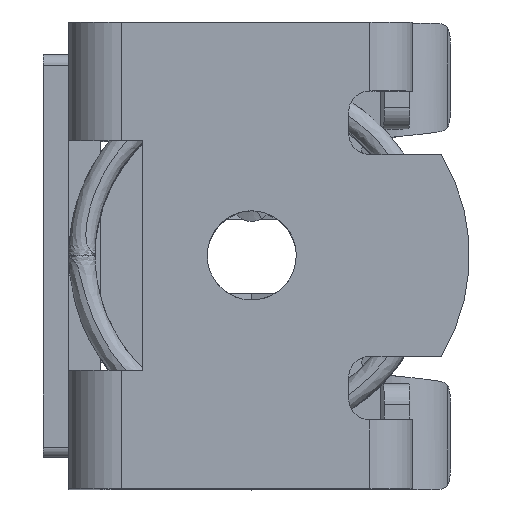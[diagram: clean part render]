
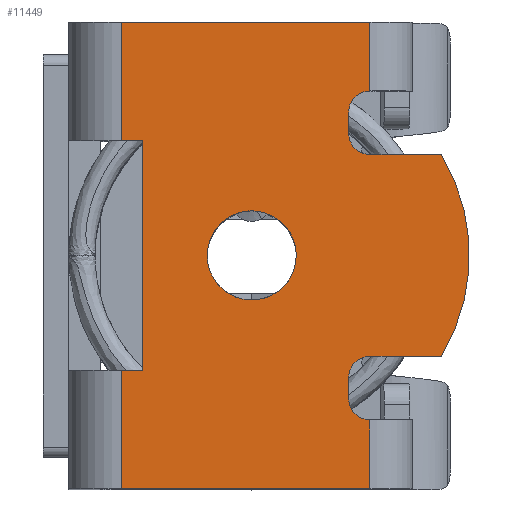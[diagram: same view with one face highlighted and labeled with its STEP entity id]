
A CAD part, top view. The second image highlights one B-rep face of the part: STEP entity #11449.
In plain terms, the highlighted planar face has unit normal (0, 0, 1).
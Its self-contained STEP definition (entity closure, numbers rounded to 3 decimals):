
#92=AXIS2_PLACEMENT_3D('Circle Axis2P3D',#90,#91,$) ;
#120=AXIS2_PLACEMENT_3D('Circle Axis2P3D',#118,#119,$) ;
#290=AXIS2_PLACEMENT_3D('Circle Axis2P3D',#288,#289,$) ;
#335=AXIS2_PLACEMENT_3D('Circle Axis2P3D',#333,#334,$) ;
#375=AXIS2_PLACEMENT_3D('Circle Axis2P3D',#373,#374,$) ;
#11204=AXIS2_PLACEMENT_3D('Circle Axis2P3D',#11202,#11203,$) ;
#11288=AXIS2_PLACEMENT_3D('Circle Axis2P3D',#11286,#11287,$) ;
#11422=AXIS2_PLACEMENT_3D('Plane Axis2P3D',#11419,#11420,#11421) ;
#54=CARTESIAN_POINT('Vertex',(9.83,13.1,31.45)) ;
#90=CARTESIAN_POINT('Axis2P3D Location',(9.83,11.,31.45)) ;
#94=CARTESIAN_POINT('Vertex',(7.987,12.007,31.45)) ;
#115=CARTESIAN_POINT('Vertex',(11.673,9.993,31.45)) ;
#118=CARTESIAN_POINT('Axis2P3D Location',(9.83,11.,31.45)) ;
#203=CARTESIAN_POINT('Vertex',(3.7,5.6,31.45)) ;
#219=CARTESIAN_POINT('Vertex',(3.7,0.,31.45)) ;
#222=CARTESIAN_POINT('Line Origine',(3.7,11.,31.45)) ;
#239=CARTESIAN_POINT('Line Origine',(15.4,11.,31.45)) ;
#243=CARTESIAN_POINT('Vertex',(15.4,3.25,31.45)) ;
#245=CARTESIAN_POINT('Vertex',(15.4,0.,31.45)) ;
#285=CARTESIAN_POINT('Vertex',(14.4,4.25,31.45)) ;
#288=CARTESIAN_POINT('Axis2P3D Location',(15.4,4.25,31.45)) ;
#330=CARTESIAN_POINT('Vertex',(15.4,6.25,31.45)) ;
#333=CARTESIAN_POINT('Axis2P3D Location',(15.4,5.25,31.45)) ;
#337=CARTESIAN_POINT('Vertex',(14.4,5.25,31.45)) ;
#370=CARTESIAN_POINT('Vertex',(14.4,16.75,31.45)) ;
#373=CARTESIAN_POINT('Axis2P3D Location',(15.4,16.75,31.45)) ;
#377=CARTESIAN_POINT('Vertex',(15.4,15.75,31.45)) ;
#392=CARTESIAN_POINT('Line Origine',(15.4,11.,31.45)) ;
#396=CARTESIAN_POINT('Vertex',(15.4,22.,31.45)) ;
#398=CARTESIAN_POINT('Vertex',(15.4,18.75,31.45)) ;
#427=CARTESIAN_POINT('Line Origine',(3.7,11.,31.45)) ;
#431=CARTESIAN_POINT('Vertex',(3.7,16.4,31.45)) ;
#433=CARTESIAN_POINT('Vertex',(3.7,22.,31.45)) ;
#480=CARTESIAN_POINT('Vertex',(4.7,5.6,31.45)) ;
#483=CARTESIAN_POINT('Line Origine',(4.7,11.,31.45)) ;
#487=CARTESIAN_POINT('Vertex',(4.7,16.4,31.45)) ;
#11139=CARTESIAN_POINT('Line Origine',(4.2,5.6,31.45)) ;
#11156=CARTESIAN_POINT('Line Origine',(4.2,16.4,31.45)) ;
#11178=CARTESIAN_POINT('Line Origine',(9.55,22.,31.45)) ;
#11202=CARTESIAN_POINT('Axis2P3D Location',(15.4,17.75,31.45)) ;
#11206=CARTESIAN_POINT('Vertex',(14.4,17.75,31.45)) ;
#11231=CARTESIAN_POINT('Line Origine',(14.4,17.25,31.45)) ;
#11255=CARTESIAN_POINT('Line Origine',(17.084,15.75,31.45)) ;
#11259=CARTESIAN_POINT('Vertex',(18.767,15.75,31.45)) ;
#11286=CARTESIAN_POINT('Axis2P3D Location',(10.9,11.,31.45)) ;
#11290=CARTESIAN_POINT('Vertex',(18.767,6.25,31.45)) ;
#11315=CARTESIAN_POINT('Line Origine',(17.084,6.25,31.45)) ;
#11332=CARTESIAN_POINT('Line Origine',(14.4,4.75,31.45)) ;
#11344=CARTESIAN_POINT('Line Origine',(9.55,0.,31.45)) ;
#11402=CARTESIAN_POINT('Control Point',(11.673,9.993,31.45)) ;
#11403=CARTESIAN_POINT('Control Point',(11.357,9.414,31.45)) ;
#11404=CARTESIAN_POINT('Control Point',(10.813,8.959,31.45)) ;
#11405=CARTESIAN_POINT('Control Point',(10.105,8.752,31.45)) ;
#11406=CARTESIAN_POINT('Control Point',(8.699,8.93,31.45)) ;
#11407=CARTESIAN_POINT('Control Point',(7.789,10.017,31.45)) ;
#11408=CARTESIAN_POINT('Control Point',(7.582,10.725,31.45)) ;
#11409=CARTESIAN_POINT('Control Point',(7.671,11.428,31.45)) ;
#11410=CARTESIAN_POINT('Control Point',(7.987,12.007,31.45)) ;
#11419=CARTESIAN_POINT('Axis2P3D Location',(9.83,11.,31.45)) ;
#91=DIRECTION('Axis2P3D Direction',(0.,0.,-1.)) ;
#119=DIRECTION('Axis2P3D Direction',(0.,0.,-1.)) ;
#223=DIRECTION('Vector Direction',(0.,1.,0.)) ;
#240=DIRECTION('Vector Direction',(0.,-1.,0.)) ;
#289=DIRECTION('Axis2P3D Direction',(0.,0.,1.)) ;
#334=DIRECTION('Axis2P3D Direction',(0.,0.,1.)) ;
#374=DIRECTION('Axis2P3D Direction',(0.,0.,1.)) ;
#393=DIRECTION('Vector Direction',(0.,-1.,0.)) ;
#428=DIRECTION('Vector Direction',(0.,1.,0.)) ;
#484=DIRECTION('Vector Direction',(0.,1.,0.)) ;
#11140=DIRECTION('Vector Direction',(-1.,0.,0.)) ;
#11157=DIRECTION('Vector Direction',(1.,0.,0.)) ;
#11179=DIRECTION('Vector Direction',(-1.,0.,0.)) ;
#11203=DIRECTION('Axis2P3D Direction',(0.,0.,1.)) ;
#11232=DIRECTION('Vector Direction',(0.,1.,0.)) ;
#11256=DIRECTION('Vector Direction',(-1.,0.,0.)) ;
#11287=DIRECTION('Axis2P3D Direction',(0.,0.,1.)) ;
#11316=DIRECTION('Vector Direction',(1.,0.,0.)) ;
#11333=DIRECTION('Vector Direction',(0.,1.,0.)) ;
#11345=DIRECTION('Vector Direction',(1.,0.,0.)) ;
#11420=DIRECTION('Axis2P3D Direction',(0.,0.,1.)) ;
#11421=DIRECTION('Axis2P3D XDirection',(1.,0.,0.)) ;
#224=VECTOR('Line Direction',#223,1.) ;
#241=VECTOR('Line Direction',#240,1.) ;
#394=VECTOR('Line Direction',#393,1.) ;
#429=VECTOR('Line Direction',#428,1.) ;
#485=VECTOR('Line Direction',#484,1.) ;
#11141=VECTOR('Line Direction',#11140,1.) ;
#11158=VECTOR('Line Direction',#11157,1.) ;
#11180=VECTOR('Line Direction',#11179,1.) ;
#11233=VECTOR('Line Direction',#11232,1.) ;
#11257=VECTOR('Line Direction',#11256,1.) ;
#11317=VECTOR('Line Direction',#11316,1.) ;
#11334=VECTOR('Line Direction',#11333,1.) ;
#11346=VECTOR('Line Direction',#11345,1.) ;
#11425=ORIENTED_EDGE('',*,*,#226,.F.) ;
#11426=ORIENTED_EDGE('',*,*,#11348,.T.) ;
#11427=ORIENTED_EDGE('',*,*,#247,.F.) ;
#11428=ORIENTED_EDGE('',*,*,#292,.F.) ;
#11429=ORIENTED_EDGE('',*,*,#11336,.T.) ;
#11430=ORIENTED_EDGE('',*,*,#339,.F.) ;
#11431=ORIENTED_EDGE('',*,*,#11319,.T.) ;
#11432=ORIENTED_EDGE('',*,*,#11292,.T.) ;
#11433=ORIENTED_EDGE('',*,*,#11261,.T.) ;
#11434=ORIENTED_EDGE('',*,*,#379,.F.) ;
#11435=ORIENTED_EDGE('',*,*,#11235,.T.) ;
#11436=ORIENTED_EDGE('',*,*,#11208,.T.) ;
#11437=ORIENTED_EDGE('',*,*,#400,.F.) ;
#11438=ORIENTED_EDGE('',*,*,#11182,.T.) ;
#11439=ORIENTED_EDGE('',*,*,#435,.F.) ;
#11440=ORIENTED_EDGE('',*,*,#11160,.T.) ;
#11441=ORIENTED_EDGE('',*,*,#489,.F.) ;
#11442=ORIENTED_EDGE('',*,*,#11143,.T.) ;
#11445=ORIENTED_EDGE('',*,*,#96,.F.) ;
#11446=ORIENTED_EDGE('',*,*,#122,.F.) ;
#11447=ORIENTED_EDGE('',*,*,#11411,.F.) ;
#11448=FACE_BOUND('',#11444,.T.) ;
#11449=ADVANCED_FACE('MANIFOLD_SOLID_BREP #38',(#11443,#11448),#11423,.T.) ;
#11401=B_SPLINE_CURVE_WITH_KNOTS('',5,(#11402,#11403,#11404,#11405,#11406,#11407,#11408,#11409,#11410),.UNSPECIFIED.,.F.,.U.,(6,3,6),(-3.299,0.,3.299),.UNSPECIFIED.) ;
#93=CIRCLE('generated circle',#92,2.1) ;
#121=CIRCLE('generated circle',#120,2.1) ;
#291=CIRCLE('generated circle',#290,1.) ;
#336=CIRCLE('generated circle',#335,1.) ;
#376=CIRCLE('generated circle',#375,1.) ;
#11205=CIRCLE('generated circle',#11204,1.) ;
#11289=CIRCLE('generated circle',#11288,9.19) ;
#96=EDGE_CURVE('',#55,#95,#93,.F.) ;
#122=EDGE_CURVE('',#116,#55,#121,.F.) ;
#226=EDGE_CURVE('',#220,#204,#225,.T.) ;
#247=EDGE_CURVE('',#244,#246,#242,.T.) ;
#292=EDGE_CURVE('',#286,#244,#291,.T.) ;
#339=EDGE_CURVE('',#331,#338,#336,.T.) ;
#379=EDGE_CURVE('',#371,#378,#376,.T.) ;
#400=EDGE_CURVE('',#397,#399,#395,.T.) ;
#435=EDGE_CURVE('',#432,#434,#430,.T.) ;
#489=EDGE_CURVE('',#481,#488,#486,.T.) ;
#11143=EDGE_CURVE('',#481,#204,#11142,.T.) ;
#11160=EDGE_CURVE('',#432,#488,#11159,.T.) ;
#11182=EDGE_CURVE('',#397,#434,#11181,.T.) ;
#11208=EDGE_CURVE('',#11207,#399,#11205,.F.) ;
#11235=EDGE_CURVE('',#371,#11207,#11234,.T.) ;
#11261=EDGE_CURVE('',#11260,#378,#11258,.T.) ;
#11292=EDGE_CURVE('',#11291,#11260,#11289,.T.) ;
#11319=EDGE_CURVE('',#331,#11291,#11318,.T.) ;
#11336=EDGE_CURVE('',#286,#338,#11335,.T.) ;
#11348=EDGE_CURVE('',#220,#246,#11347,.T.) ;
#11411=EDGE_CURVE('',#95,#116,#11401,.F.) ;
#11424=EDGE_LOOP('',(#11425,#11426,#11427,#11428,#11429,#11430,#11431,#11432,#11433,#11434,#11435,#11436,#11437,#11438,#11439,#11440,#11441,#11442)) ;
#11444=EDGE_LOOP('',(#11445,#11446,#11447)) ;
#11443=FACE_OUTER_BOUND('',#11424,.T.) ;
#225=LINE('Line',#222,#224) ;
#242=LINE('Line',#239,#241) ;
#395=LINE('Line',#392,#394) ;
#430=LINE('Line',#427,#429) ;
#486=LINE('Line',#483,#485) ;
#11142=LINE('Line',#11139,#11141) ;
#11159=LINE('Line',#11156,#11158) ;
#11181=LINE('Line',#11178,#11180) ;
#11234=LINE('Line',#11231,#11233) ;
#11258=LINE('Line',#11255,#11257) ;
#11318=LINE('Line',#11315,#11317) ;
#11335=LINE('Line',#11332,#11334) ;
#11347=LINE('Line',#11344,#11346) ;
#11423=PLANE('',#11422) ;
#55=VERTEX_POINT('',#54) ;
#95=VERTEX_POINT('',#94) ;
#116=VERTEX_POINT('',#115) ;
#204=VERTEX_POINT('',#203) ;
#220=VERTEX_POINT('',#219) ;
#244=VERTEX_POINT('',#243) ;
#246=VERTEX_POINT('',#245) ;
#286=VERTEX_POINT('',#285) ;
#331=VERTEX_POINT('',#330) ;
#338=VERTEX_POINT('',#337) ;
#371=VERTEX_POINT('',#370) ;
#378=VERTEX_POINT('',#377) ;
#397=VERTEX_POINT('',#396) ;
#399=VERTEX_POINT('',#398) ;
#432=VERTEX_POINT('',#431) ;
#434=VERTEX_POINT('',#433) ;
#481=VERTEX_POINT('',#480) ;
#488=VERTEX_POINT('',#487) ;
#11207=VERTEX_POINT('',#11206) ;
#11260=VERTEX_POINT('',#11259) ;
#11291=VERTEX_POINT('',#11290) ;
